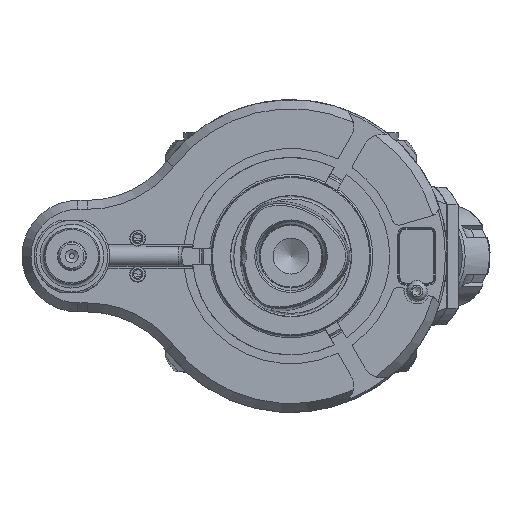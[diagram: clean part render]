
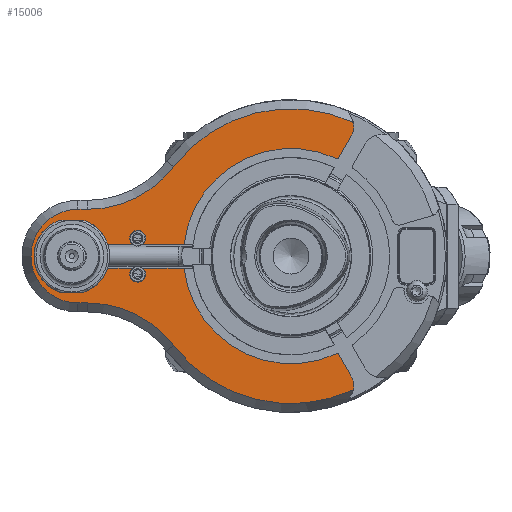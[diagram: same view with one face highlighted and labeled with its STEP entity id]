
A CAD part, left-side view. The second image highlights one B-rep face of the part: STEP entity #15006.
In plain terms, the highlighted planar face has unit normal (-1, 0, 0).
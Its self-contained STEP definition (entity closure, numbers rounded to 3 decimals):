
#950=PLANE('',#16033);
#1403=FACE_OUTER_BOUND('',#2324,.T.);
#2324=EDGE_LOOP('',(#10198,#10199,#10200,#10201,#10202,#10203,#10204,#10205,
#10206,#10207,#10208,#10209,#10210,#10211,#10212,#10213,#10214,#10215,#10216,
#10217,#10218,#10219,#10220,#10221,#10222,#10223,#10224));
#3375=LINE('',#22199,#4418);
#3393=LINE('',#22304,#4436);
#3406=LINE('',#22351,#4449);
#3407=LINE('',#22355,#4450);
#3408=LINE('',#22359,#4451);
#3409=LINE('',#22362,#4452);
#3410=LINE('',#22368,#4453);
#3411=LINE('',#22376,#4454);
#3412=LINE('',#22380,#4455);
#3413=LINE('',#22387,#4456);
#4418=VECTOR('',#17724,12.282);
#4436=VECTOR('',#17806,20.689);
#4449=VECTOR('',#17849,12.166);
#4450=VECTOR('',#17852,12.166);
#4451=VECTOR('',#17855,12.326);
#4452=VECTOR('',#17858,20.689);
#4453=VECTOR('',#17863,12.282);
#4454=VECTOR('',#17870,4.881);
#4455=VECTOR('',#17873,4.881);
#4456=VECTOR('',#17882,12.326);
#5457=CIRCLE('',#15984,4.);
#5460=CIRCLE('',#15989,10.);
#5497=CIRCLE('',#16030,4.);
#5500=CIRCLE('',#16034,19.);
#5501=CIRCLE('',#16035,19.);
#5502=CIRCLE('',#16036,19.);
#5503=CIRCLE('',#16037,4.);
#5504=CIRCLE('',#16038,54.);
#5505=CIRCLE('',#16039,1.);
#5506=CIRCLE('',#16040,10.);
#5507=CIRCLE('',#16041,74.);
#5508=CIRCLE('',#16042,54.5);
#5509=CIRCLE('',#16043,23.5);
#5510=CIRCLE('',#16044,54.5);
#5511=CIRCLE('',#16045,74.);
#5512=CIRCLE('',#16046,1.);
#5513=CIRCLE('',#16047,54.);
#6230=VERTEX_POINT('',#22180);
#6231=VERTEX_POINT('',#22182);
#6236=VERTEX_POINT('',#22193);
#6238=VERTEX_POINT('',#22197);
#6239=VERTEX_POINT('',#22201);
#6284=VERTEX_POINT('',#22301);
#6285=VERTEX_POINT('',#22303);
#6299=VERTEX_POINT('',#22338);
#6302=VERTEX_POINT('',#22347);
#6303=VERTEX_POINT('',#22348);
#6304=VERTEX_POINT('',#22350);
#6305=VERTEX_POINT('',#22352);
#6306=VERTEX_POINT('',#22354);
#6307=VERTEX_POINT('',#22356);
#6308=VERTEX_POINT('',#22358);
#6309=VERTEX_POINT('',#22361);
#6310=VERTEX_POINT('',#22363);
#6311=VERTEX_POINT('',#22365);
#6312=VERTEX_POINT('',#22367);
#6313=VERTEX_POINT('',#22369);
#6314=VERTEX_POINT('',#22371);
#6315=VERTEX_POINT('',#22373);
#6316=VERTEX_POINT('',#22375);
#6317=VERTEX_POINT('',#22377);
#6318=VERTEX_POINT('',#22379);
#6319=VERTEX_POINT('',#22381);
#6320=VERTEX_POINT('',#22384);
#7763=EDGE_CURVE('',#6231,#6230,#5457,.T.);
#7771=EDGE_CURVE('',#6236,#6238,#3375,.T.);
#7772=EDGE_CURVE('',#6239,#6236,#5460,.T.);
#7819=EDGE_CURVE('',#6284,#6285,#3393,.T.);
#7839=EDGE_CURVE('',#6284,#6299,#5497,.T.);
#7843=EDGE_CURVE('',#6302,#6303,#5500,.T.);
#7844=EDGE_CURVE('',#6304,#6303,#3406,.T.);
#7845=EDGE_CURVE('',#6304,#6305,#5501,.T.);
#7846=EDGE_CURVE('',#6306,#6305,#3407,.T.);
#7847=EDGE_CURVE('',#6306,#6307,#5502,.T.);
#7848=EDGE_CURVE('',#6308,#6307,#3408,.T.);
#7849=EDGE_CURVE('',#6308,#6231,#5503,.T.);
#7850=EDGE_CURVE('',#6309,#6230,#3409,.T.);
#7851=EDGE_CURVE('',#6309,#6310,#5504,.T.);
#7852=EDGE_CURVE('',#6310,#6311,#5505,.T.);
#7853=EDGE_CURVE('',#6311,#6312,#3410,.T.);
#7854=EDGE_CURVE('',#6312,#6313,#5506,.T.);
#7855=EDGE_CURVE('',#6313,#6314,#5507,.T.);
#7856=EDGE_CURVE('',#6314,#6315,#5508,.T.);
#7857=EDGE_CURVE('',#6316,#6315,#3411,.T.);
#7858=EDGE_CURVE('',#6316,#6317,#5509,.T.);
#7859=EDGE_CURVE('',#6318,#6317,#3412,.T.);
#7860=EDGE_CURVE('',#6318,#6319,#5510,.T.);
#7861=EDGE_CURVE('',#6319,#6239,#5511,.T.);
#7862=EDGE_CURVE('',#6238,#6320,#5512,.T.);
#7863=EDGE_CURVE('',#6320,#6285,#5513,.T.);
#7864=EDGE_CURVE('',#6302,#6299,#3413,.T.);
#10198=ORIENTED_EDGE('',*,*,#7843,.T.);
#10199=ORIENTED_EDGE('',*,*,#7844,.F.);
#10200=ORIENTED_EDGE('',*,*,#7845,.T.);
#10201=ORIENTED_EDGE('',*,*,#7846,.F.);
#10202=ORIENTED_EDGE('',*,*,#7847,.T.);
#10203=ORIENTED_EDGE('',*,*,#7848,.F.);
#10204=ORIENTED_EDGE('',*,*,#7849,.T.);
#10205=ORIENTED_EDGE('',*,*,#7763,.T.);
#10206=ORIENTED_EDGE('',*,*,#7850,.F.);
#10207=ORIENTED_EDGE('',*,*,#7851,.T.);
#10208=ORIENTED_EDGE('',*,*,#7852,.T.);
#10209=ORIENTED_EDGE('',*,*,#7853,.T.);
#10210=ORIENTED_EDGE('',*,*,#7854,.T.);
#10211=ORIENTED_EDGE('',*,*,#7855,.T.);
#10212=ORIENTED_EDGE('',*,*,#7856,.T.);
#10213=ORIENTED_EDGE('',*,*,#7857,.F.);
#10214=ORIENTED_EDGE('',*,*,#7858,.T.);
#10215=ORIENTED_EDGE('',*,*,#7859,.F.);
#10216=ORIENTED_EDGE('',*,*,#7860,.T.);
#10217=ORIENTED_EDGE('',*,*,#7861,.T.);
#10218=ORIENTED_EDGE('',*,*,#7772,.T.);
#10219=ORIENTED_EDGE('',*,*,#7771,.T.);
#10220=ORIENTED_EDGE('',*,*,#7862,.T.);
#10221=ORIENTED_EDGE('',*,*,#7863,.T.);
#10222=ORIENTED_EDGE('',*,*,#7819,.F.);
#10223=ORIENTED_EDGE('',*,*,#7839,.T.);
#10224=ORIENTED_EDGE('',*,*,#7864,.F.);
#15006=ADVANCED_FACE('',(#1403),#950,.T.);
#15984=AXIS2_PLACEMENT_3D('',#22183,#17711,#17712);
#15989=AXIS2_PLACEMENT_3D('',#22202,#17727,#17728);
#16030=AXIS2_PLACEMENT_3D('',#22340,#17838,#17839);
#16033=AXIS2_PLACEMENT_3D('',#22346,#17845,#17846);
#16034=AXIS2_PLACEMENT_3D('',#22349,#17847,#17848);
#16035=AXIS2_PLACEMENT_3D('',#22353,#17850,#17851);
#16036=AXIS2_PLACEMENT_3D('',#22357,#17853,#17854);
#16037=AXIS2_PLACEMENT_3D('',#22360,#17856,#17857);
#16038=AXIS2_PLACEMENT_3D('',#22364,#17859,#17860);
#16039=AXIS2_PLACEMENT_3D('',#22366,#17861,#17862);
#16040=AXIS2_PLACEMENT_3D('',#22370,#17864,#17865);
#16041=AXIS2_PLACEMENT_3D('',#22372,#17866,#17867);
#16042=AXIS2_PLACEMENT_3D('',#22374,#17868,#17869);
#16043=AXIS2_PLACEMENT_3D('',#22378,#17871,#17872);
#16044=AXIS2_PLACEMENT_3D('',#22382,#17874,#17875);
#16045=AXIS2_PLACEMENT_3D('',#22383,#17876,#17877);
#16046=AXIS2_PLACEMENT_3D('',#22385,#17878,#17879);
#16047=AXIS2_PLACEMENT_3D('',#22386,#17880,#17881);
#17711=DIRECTION('center_axis',(1.,0.,0.));
#17712=DIRECTION('ref_axis',(0.,0.,1.));
#17724=DIRECTION('',(0.,0.5,0.866));
#17727=DIRECTION('center_axis',(-1.,0.,0.));
#17728=DIRECTION('ref_axis',(0.,-0.979,-0.203));
#17806=DIRECTION('',(0.,-1.,0.));
#17838=DIRECTION('center_axis',(1.,0.,0.));
#17839=DIRECTION('ref_axis',(0.,-0.661,0.75));
#17845=DIRECTION('center_axis',(-1.,0.,0.));
#17846=DIRECTION('ref_axis',(0.,0.,1.));
#17847=DIRECTION('center_axis',(1.,0.,0.));
#17848=DIRECTION('ref_axis',(0.,-0.949,-0.316));
#17849=DIRECTION('',(0.,-1.,0.));
#17850=DIRECTION('center_axis',(1.,0.,0.));
#17851=DIRECTION('ref_axis',(0.,0.32,-0.947));
#17852=DIRECTION('',(0.,1.,0.));
#17853=DIRECTION('center_axis',(1.,0.,0.));
#17854=DIRECTION('ref_axis',(0.,-0.32,0.947));
#17855=DIRECTION('',(0.,1.,0.));
#17856=DIRECTION('center_axis',(1.,0.,0.));
#17857=DIRECTION('ref_axis',(0.,0.,1.));
#17858=DIRECTION('',(0.,1.,0.));
#17859=DIRECTION('center_axis',(1.,0.,0.));
#17860=DIRECTION('ref_axis',(0.,0.994,0.111));
#17861=DIRECTION('center_axis',(-1.,0.,0.));
#17862=DIRECTION('ref_axis',(0.,-0.866,-0.5));
#17863=DIRECTION('',(0.,-0.5,0.866));
#17864=DIRECTION('center_axis',(-1.,0.,0.));
#17865=DIRECTION('ref_axis',(0.,-0.866,-0.5));
#17866=DIRECTION('center_axis',(-1.,0.,0.));
#17867=DIRECTION('ref_axis',(0.,-0.422,0.907));
#17868=DIRECTION('center_axis',(1.,0.,0.));
#17869=DIRECTION('ref_axis',(0.,-0.795,-0.607));
#17870=DIRECTION('',(0.,-1.,0.));
#17871=DIRECTION('center_axis',(-1.,0.,0.));
#17872=DIRECTION('ref_axis',(0.,0.,1.));
#17873=DIRECTION('',(0.,1.,0.));
#17874=DIRECTION('center_axis',(1.,0.,0.));
#17875=DIRECTION('ref_axis',(0.,0.,1.));
#17876=DIRECTION('center_axis',(-1.,0.,0.));
#17877=DIRECTION('ref_axis',(0.,0.795,-0.607));
#17878=DIRECTION('center_axis',(-1.,0.,0.));
#17879=DIRECTION('ref_axis',(0.,-0.866,0.5));
#17880=DIRECTION('center_axis',(1.,0.,0.));
#17881=DIRECTION('ref_axis',(0.,-0.419,-0.908));
#17882=DIRECTION('',(0.,-1.,0.));
#22180=CARTESIAN_POINT('',(37.,74.354,6.));
#22182=CARTESIAN_POINT('',(37.,77.,13.));
#22183=CARTESIAN_POINT('Origin',(37.,77.,9.));
#22193=CARTESIAN_POINT('',(37.,-30.063,-60.071));
#22197=CARTESIAN_POINT('',(37.,-23.922,-49.434));
#22199=CARTESIAN_POINT('',(37.,-30.063,-60.071));
#22201=CARTESIAN_POINT('',(37.,-31.194,-67.104));
#22202=CARTESIAN_POINT('Origin',(37.,-21.403,-65.071));
#22301=CARTESIAN_POINT('',(37.,74.354,-6.));
#22303=CARTESIAN_POINT('',(37.,53.666,-6.));
#22304=CARTESIAN_POINT('',(37.,74.354,-6.));
#22338=CARTESIAN_POINT('',(37.,79.646,-6.));
#22340=CARTESIAN_POINT('Origin',(37.,77.,-9.));
#22346=CARTESIAN_POINT('Origin',(37.,-75.575,0.));
#22347=CARTESIAN_POINT('',(37.,91.972,-6.));
#22348=CARTESIAN_POINT('',(37.,103.917,-18.));
#22349=CARTESIAN_POINT('Origin',(37.,110.,0.));
#22350=CARTESIAN_POINT('',(37.,116.083,-18.));
#22351=CARTESIAN_POINT('',(37.,116.083,-18.));
#22352=CARTESIAN_POINT('',(37.,116.083,18.));
#22353=CARTESIAN_POINT('Origin',(37.,110.,0.));
#22354=CARTESIAN_POINT('',(37.,103.917,18.));
#22355=CARTESIAN_POINT('',(37.,103.917,18.));
#22356=CARTESIAN_POINT('',(37.,91.972,6.));
#22357=CARTESIAN_POINT('Origin',(37.,110.,0.));
#22358=CARTESIAN_POINT('',(37.,79.646,6.));
#22359=CARTESIAN_POINT('',(37.,79.646,6.));
#22360=CARTESIAN_POINT('Origin',(37.,77.,9.));
#22361=CARTESIAN_POINT('',(37.,53.666,6.));
#22362=CARTESIAN_POINT('',(37.,53.666,6.));
#22363=CARTESIAN_POINT('',(37.,-22.644,49.024));
#22364=CARTESIAN_POINT('Origin',(37.,0.,0.));
#22365=CARTESIAN_POINT('',(37.,-23.922,49.434));
#22366=CARTESIAN_POINT('Origin',(37.,-23.056,49.934));
#22367=CARTESIAN_POINT('',(37.,-30.063,60.071));
#22368=CARTESIAN_POINT('',(37.,-23.922,49.434));
#22369=CARTESIAN_POINT('',(37.,-31.194,67.104));
#22370=CARTESIAN_POINT('Origin',(37.,-21.403,65.071));
#22371=CARTESIAN_POINT('',(37.,58.808,44.918));
#22372=CARTESIAN_POINT('Origin',(37.,0.,0.));
#22373=CARTESIAN_POINT('',(37.,102.119,23.5));
#22374=CARTESIAN_POINT('Origin',(37.,102.119,78.));
#22375=CARTESIAN_POINT('',(37.,107.,23.5));
#22376=CARTESIAN_POINT('',(37.,107.,23.5));
#22377=CARTESIAN_POINT('',(37.,107.,-23.5));
#22378=CARTESIAN_POINT('Origin',(37.,107.,0.));
#22379=CARTESIAN_POINT('',(37.,102.119,-23.5));
#22380=CARTESIAN_POINT('',(37.,102.119,-23.5));
#22381=CARTESIAN_POINT('',(37.,58.808,-44.918));
#22382=CARTESIAN_POINT('Origin',(37.,102.119,-78.));
#22383=CARTESIAN_POINT('Origin',(37.,0.,0.));
#22384=CARTESIAN_POINT('',(37.,-22.637,-49.026));
#22385=CARTESIAN_POINT('Origin',(37.,-23.056,-49.934));
#22386=CARTESIAN_POINT('Origin',(37.,0.,0.));
#22387=CARTESIAN_POINT('',(37.,91.972,-6.));
